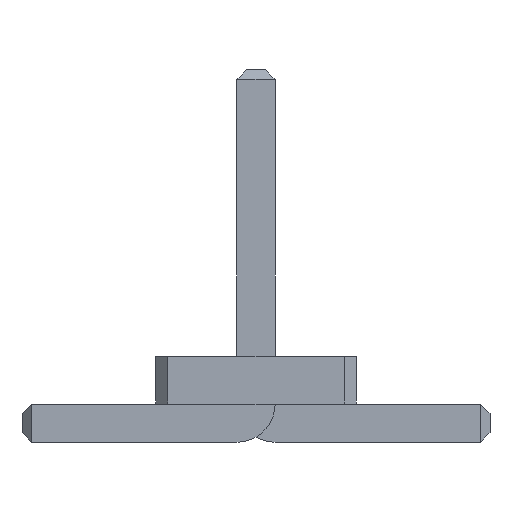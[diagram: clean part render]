
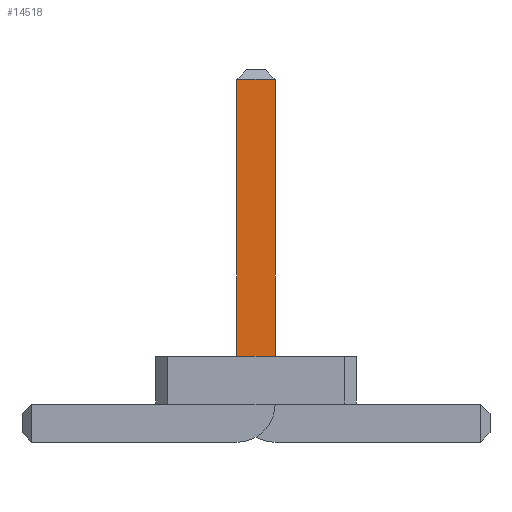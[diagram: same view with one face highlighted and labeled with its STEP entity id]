
A CAD part, front view. The second image highlights one B-rep face of the part: STEP entity #14518.
In plain terms, the highlighted planar face has unit normal (0, -1, 0).
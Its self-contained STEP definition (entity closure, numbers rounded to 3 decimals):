
#5436 = VERTEX_POINT('',#5437);
#5437 = CARTESIAN_POINT('',(-0.2,-18.615,0.9));
#5443 = EDGE_CURVE('',#5436,#5444,#5446,.T.);
#5444 = VERTEX_POINT('',#5445);
#5445 = CARTESIAN_POINT('',(0.2,-18.615,0.9));
#5446 = LINE('',#5447,#5448);
#5447 = CARTESIAN_POINT('',(-0.362,-18.615,0.9));
#5448 = VECTOR('',#5449,1.);
#5449 = DIRECTION('',(1.,0.,0.));
#14500 = EDGE_CURVE('',#5444,#14501,#14503,.T.);
#14501 = VERTEX_POINT('',#14502);
#14502 = CARTESIAN_POINT('',(0.2,-18.615,3.8));
#14503 = LINE('',#14504,#14505);
#14504 = CARTESIAN_POINT('',(0.2,-18.615,0.));
#14505 = VECTOR('',#14506,1.);
#14506 = DIRECTION('',(0.,0.,1.));
#14518 = ADVANCED_FACE('',(#14519),#14537,.F.);
#14519 = FACE_BOUND('',#14520,.F.);
#14520 = EDGE_LOOP('',(#14521,#14522,#14523,#14531));
#14521 = ORIENTED_EDGE('',*,*,#14500,.F.);
#14522 = ORIENTED_EDGE('',*,*,#5443,.F.);
#14523 = ORIENTED_EDGE('',*,*,#14524,.F.);
#14524 = EDGE_CURVE('',#14525,#5436,#14527,.T.);
#14525 = VERTEX_POINT('',#14526);
#14526 = CARTESIAN_POINT('',(-0.2,-18.615,3.8));
#14527 = LINE('',#14528,#14529);
#14528 = CARTESIAN_POINT('',(-0.2,-18.615,3.9));
#14529 = VECTOR('',#14530,1.);
#14530 = DIRECTION('',(0.,0.,-1.));
#14531 = ORIENTED_EDGE('',*,*,#14532,.F.);
#14532 = EDGE_CURVE('',#14501,#14525,#14533,.T.);
#14533 = LINE('',#14534,#14535);
#14534 = CARTESIAN_POINT('',(0.2,-18.615,3.8));
#14535 = VECTOR('',#14536,1.);
#14536 = DIRECTION('',(-1.,0.,0.));
#14537 = PLANE('',#14538);
#14538 = AXIS2_PLACEMENT_3D('',#14539,#14540,#14541);
#14539 = CARTESIAN_POINT('',(0.2,-18.615,3.9));
#14540 = DIRECTION('',(0.,1.,0.));
#14541 = DIRECTION('',(0.,0.,1.));
